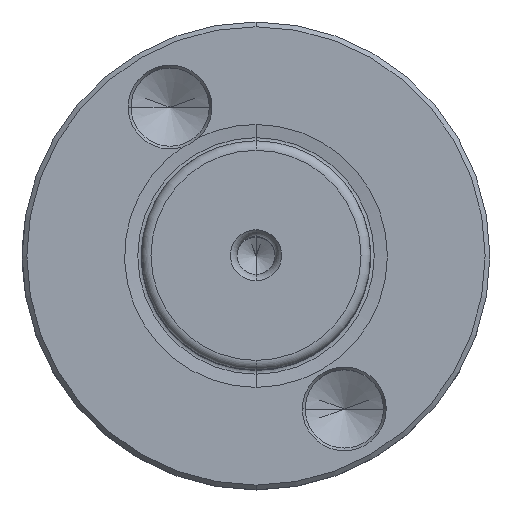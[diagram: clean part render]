
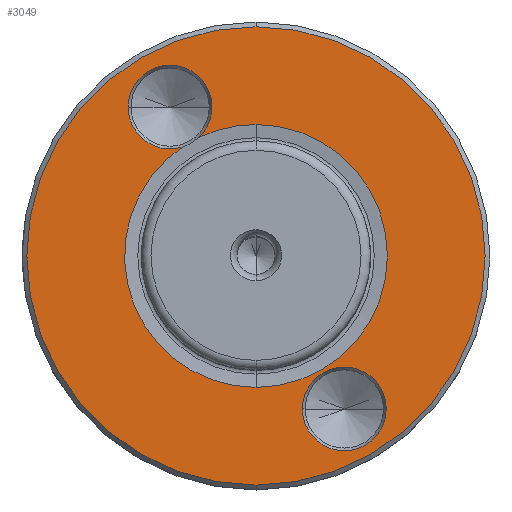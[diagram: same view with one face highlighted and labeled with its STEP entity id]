
A CAD part, top view. The second image highlights one B-rep face of the part: STEP entity #3049.
In plain terms, the highlighted face is planar.
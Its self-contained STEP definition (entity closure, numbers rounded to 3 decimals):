
#186=CARTESIAN_POINT('',(0.,0.,0.));
#187=DIRECTION('',(0.,0.,1.));
#188=DIRECTION('',(0.,1.,0.));
#189=AXIS2_PLACEMENT_3D('',#186,#187,#188);
#194=CARTESIAN_POINT('',(0.,0.,0.));
#195=DIRECTION('',(0.,0.,1.));
#196=DIRECTION('',(0.,-1.,0.));
#197=AXIS2_PLACEMENT_3D('',#194,#195,#196);
#202=CARTESIAN_POINT('',(9.,15.588,0.));
#203=DIRECTION('',(0.,0.,1.));
#204=DIRECTION('',(-1.,0.,0.));
#205=AXIS2_PLACEMENT_3D('',#202,#203,#204);
#210=CARTESIAN_POINT('',(9.,15.588,0.));
#211=DIRECTION('',(0.,0.,1.));
#212=DIRECTION('',(1.,0.,0.));
#213=AXIS2_PLACEMENT_3D('',#210,#211,#212);
#218=CARTESIAN_POINT('',(9.,15.588,0.));
#219=DIRECTION('',(0.,0.,1.));
#220=DIRECTION('',(-0.288,-0.958,0.));
#221=AXIS2_PLACEMENT_3D('',#218,#219,#220);
#226=CARTESIAN_POINT('',(0.,0.,0.));
#227=DIRECTION('',(0.,0.,-1.));
#228=DIRECTION('',(0.562,0.827,0.));
#229=AXIS2_PLACEMENT_3D('',#226,#227,#228);
#234=CARTESIAN_POINT('',(0.,0.,0.));
#235=DIRECTION('',(0.,0.,-1.));
#236=DIRECTION('',(0.,-1.,0.));
#237=AXIS2_PLACEMENT_3D('',#234,#235,#236);
#242=CARTESIAN_POINT('',(0.,0.,0.));
#243=DIRECTION('',(0.,0.,-1.));
#244=DIRECTION('',(0.,1.,0.));
#245=AXIS2_PLACEMENT_3D('',#242,#243,#244);
#250=CARTESIAN_POINT('',(-9.25,-16.021,0.));
#251=DIRECTION('',(0.,0.,1.));
#252=DIRECTION('',(-1.,0.,0.));
#253=AXIS2_PLACEMENT_3D('',#250,#251,#252);
#258=CARTESIAN_POINT('',(-9.25,-16.021,0.));
#259=DIRECTION('',(0.,0.,1.));
#260=DIRECTION('',(1.,0.,0.));
#261=AXIS2_PLACEMENT_3D('',#258,#259,#260);
#2615=CARTESIAN_POINT('',(0.,24.,0.));
#2617=VERTEX_POINT('',#2615);
#2630=CARTESIAN_POINT('',(0.,-24.,0.));
#2632=VERTEX_POINT('',#2630);
#2652=CARTESIAN_POINT('',(0.,13.765,0.));
#2653=VERTEX_POINT('',#2652);
#2656=CARTESIAN_POINT('',(0.,-13.765,0.));
#2657=VERTEX_POINT('',#2656);
#2682=CARTESIAN_POINT('',(4.611,15.588,0.));
#2683=VERTEX_POINT('',#2682);
#2684=CARTESIAN_POINT('',(13.389,15.588,0.));
#2685=VERTEX_POINT('',#2684);
#2696=CARTESIAN_POINT('',(-13.639,-16.021,0.));
#2697=VERTEX_POINT('',#2696);
#2698=CARTESIAN_POINT('',(-4.861,-16.021,0.));
#2699=VERTEX_POINT('',#2698);
#2770=CARTESIAN_POINT('',(5.993,12.392,0.));
#2771=VERTEX_POINT('',#2770);
#2772=CARTESIAN_POINT('',(7.735,11.386,0.));
#2773=VERTEX_POINT('',#2772);
#3020=CARTESIAN_POINT('',(0.,0.,0.));
#3021=DIRECTION('',(0.,0.,-1.));
#3022=DIRECTION('',(0.,-1.,0.));
#3023=AXIS2_PLACEMENT_3D('',#3020,#3021,#3022);
#3024=PLANE('',#3023);
#3025=ORIENTED_EDGE('',*,*,#3002,.T.);
#3026=ORIENTED_EDGE('',*,*,#3013,.T.);
#3027=EDGE_LOOP('',(#3025,#3026));
#3028=FACE_OUTER_BOUND('',#3027,.F.);
#3030=ORIENTED_EDGE('',*,*,#3029,.F.);
#3032=ORIENTED_EDGE('',*,*,#3031,.F.);
#3034=ORIENTED_EDGE('',*,*,#3033,.F.);
#3036=ORIENTED_EDGE('',*,*,#3035,.T.);
#3038=ORIENTED_EDGE('',*,*,#3037,.T.);
#3040=ORIENTED_EDGE('',*,*,#3039,.T.);
#3041=EDGE_LOOP('',(#3030,#3032,#3034,#3036,#3038,#3040));
#3042=FACE_BOUND('',#3041,.F.);
#3044=ORIENTED_EDGE('',*,*,#3043,.F.);
#3046=ORIENTED_EDGE('',*,*,#3045,.F.);
#3047=EDGE_LOOP('',(#3044,#3046));
#3048=FACE_BOUND('',#3047,.F.);
#3049=ADVANCED_FACE('',(#3028,#3042,#3048),#3024,.T.);
#190=CIRCLE('',#189,24.);
#198=CIRCLE('',#197,24.);
#206=CIRCLE('',#205,4.389);
#214=CIRCLE('',#213,4.389);
#222=CIRCLE('',#221,4.389);
#230=CIRCLE('',#229,13.765);
#238=CIRCLE('',#237,13.765);
#246=CIRCLE('',#245,13.765);
#254=CIRCLE('',#253,4.389);
#262=CIRCLE('',#261,4.389);
#3002=EDGE_CURVE('',#2617,#2632,#190,.T.);
#3013=EDGE_CURVE('',#2632,#2617,#198,.T.);
#3029=EDGE_CURVE('',#2683,#2771,#206,.T.);
#3031=EDGE_CURVE('',#2685,#2683,#214,.T.);
#3033=EDGE_CURVE('',#2773,#2685,#222,.T.);
#3035=EDGE_CURVE('',#2773,#2657,#230,.T.);
#3037=EDGE_CURVE('',#2657,#2653,#238,.T.);
#3039=EDGE_CURVE('',#2653,#2771,#246,.T.);
#3043=EDGE_CURVE('',#2697,#2699,#254,.T.);
#3045=EDGE_CURVE('',#2699,#2697,#262,.T.);
